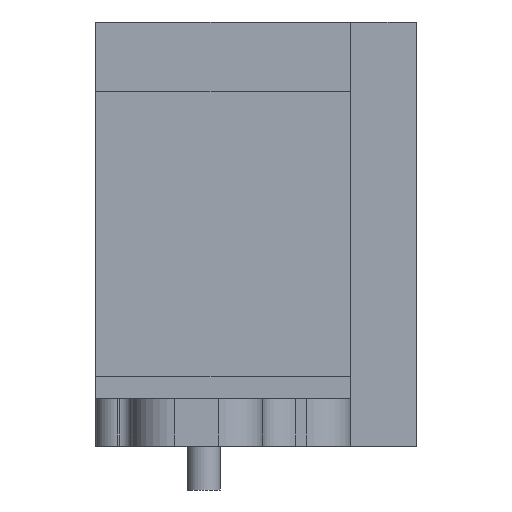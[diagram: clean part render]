
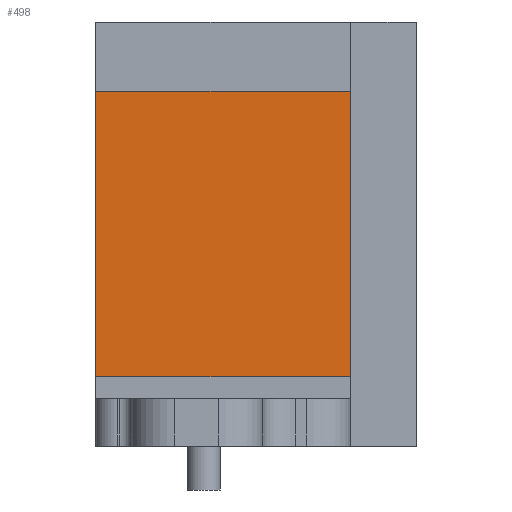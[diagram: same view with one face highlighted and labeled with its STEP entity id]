
A CAD part, front view. The second image highlights one B-rep face of the part: STEP entity #498.
In plain terms, the highlighted planar face has unit normal (0, -1, 0).
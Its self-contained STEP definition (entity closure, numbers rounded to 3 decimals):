
#14 = FACE_OUTER_BOUND ( 'NONE', #766, .T. ) ;
#93 = LINE ( 'NONE', #851, #136 ) ;
#113 = VECTOR ( 'NONE', #163, 1000. ) ;
#136 = VECTOR ( 'NONE', #756, 1000. ) ;
#155 = DIRECTION ( 'NONE',  ( -1., 0., 0. ) ) ;
#159 = LINE ( 'NONE', #344, #113 ) ;
#163 = DIRECTION ( 'NONE',  ( 0., 0., -1. ) ) ;
#264 = VERTEX_POINT ( 'NONE', #976 ) ;
#300 = CARTESIAN_POINT ( 'NONE',  ( -5.8, -5.25, 17.15 ) ) ;
#307 = PLANE ( 'NONE',  #728 ) ;
#344 = CARTESIAN_POINT ( 'NONE',  ( 5.8, -5.25, 19.3 ) ) ;
#388 = VERTEX_POINT ( 'NONE', #424 ) ;
#424 = CARTESIAN_POINT ( 'NONE',  ( 5.8, -5.25, 17.15 ) ) ;
#461 = DIRECTION ( 'NONE',  ( -1., 0., 0. ) ) ;
#484 = LINE ( 'NONE', #1102, #1115 ) ;
#498 = ADVANCED_FACE ( 'NONE', ( #14 ), #307, .F. ) ;
#504 = VERTEX_POINT ( 'NONE', #1005 ) ;
#510 = CARTESIAN_POINT ( 'NONE',  ( 6.2, -5.25, 17.15 ) ) ;
#578 = EDGE_CURVE ( 'NONE', #388, #691, #484, .T. ) ;
#666 = LINE ( 'NONE', #300, #1196 ) ;
#691 = VERTEX_POINT ( 'NONE', #822 ) ;
#699 = EDGE_CURVE ( 'NONE', #388, #264, #159, .T. ) ;
#728 = AXIS2_PLACEMENT_3D ( 'NONE', #510, #1185, #155 ) ;
#756 = DIRECTION ( 'NONE',  ( -1., 0., 0. ) ) ;
#766 = EDGE_LOOP ( 'NONE', ( #1085, #1118, #1023, #814 ) ) ;
#814 = ORIENTED_EDGE ( 'NONE', *, *, #699, .F. ) ;
#822 = CARTESIAN_POINT ( 'NONE',  ( -5.8, -5.25, 17.15 ) ) ;
#834 = EDGE_CURVE ( 'NONE', #264, #504, #93, .T. ) ;
#851 = CARTESIAN_POINT ( 'NONE',  ( 6.2, -5.25, 2.15 ) ) ;
#861 = EDGE_CURVE ( 'NONE', #691, #504, #666, .T. ) ;
#914 = DIRECTION ( 'NONE',  ( 0., 0., -1. ) ) ;
#976 = CARTESIAN_POINT ( 'NONE',  ( 5.8, -5.25, 2.15 ) ) ;
#1005 = CARTESIAN_POINT ( 'NONE',  ( -5.8, -5.25, 2.15 ) ) ;
#1023 = ORIENTED_EDGE ( 'NONE', *, *, #834, .F. ) ;
#1085 = ORIENTED_EDGE ( 'NONE', *, *, #578, .T. ) ;
#1102 = CARTESIAN_POINT ( 'NONE',  ( 6.2, -5.25, 17.15 ) ) ;
#1115 = VECTOR ( 'NONE', #461, 1000. ) ;
#1118 = ORIENTED_EDGE ( 'NONE', *, *, #861, .T. ) ;
#1185 = DIRECTION ( 'NONE',  ( 0., 1., 0. ) ) ;
#1196 = VECTOR ( 'NONE', #914, 1000. ) ;
